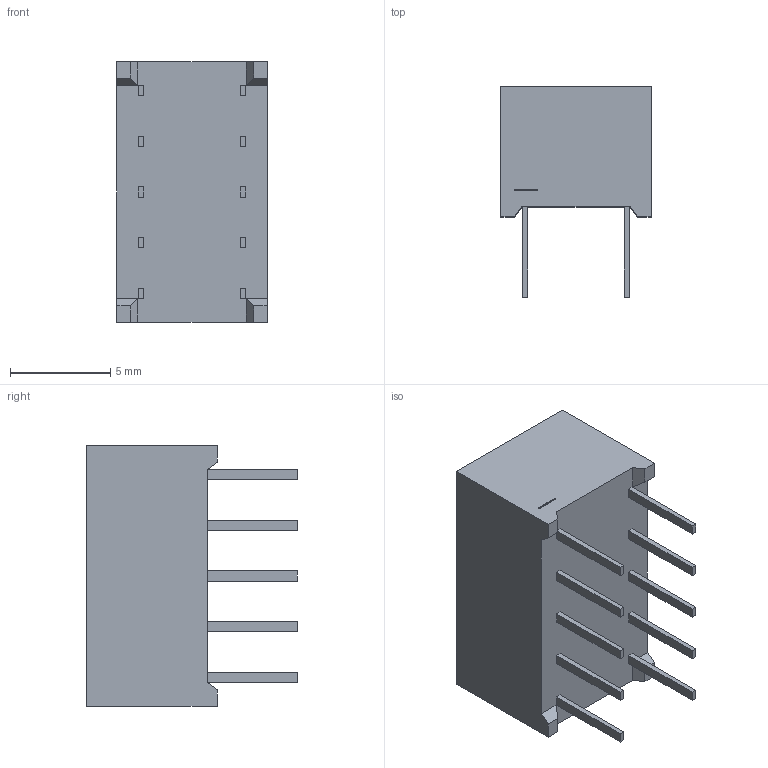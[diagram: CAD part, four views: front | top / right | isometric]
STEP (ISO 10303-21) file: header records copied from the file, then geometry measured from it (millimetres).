
FILE_DESCRIPTION (( 'STEP AP214' ), '1' );
FILE_NAME ('XDxx06x.STEP', '2015-09-11T16:54:23', ( '' ), ( '' ), 'SwSTEP 2.0', 'SolidWorks 2012', '' );
FILE_SCHEMA (( 'AUTOMOTIVE_DESIGN' ));
Length unit declared in the file: millimetre
Products named in the file (1): XDxx06x
Bounding box: 7.5 x 10.5 x 13 mm (x, y, z)
Volume: 590.3 mm3; surface area: 520.6 mm2
Topology: 1 solids, 1 shells, 336 faces, 888 edges, 592 vertices
Faces by surface type: plane 235, bspline 99, cylinder 2
Entity records: 18018 total; most frequent: CARTESIAN_POINT 7172, ORIENTED_EDGE 1776, DIRECTION 1170, EDGE_CURVE 888, VECTOR 686, LINE 686, VERTEX_POINT 592, EDGE_LOOP 374
